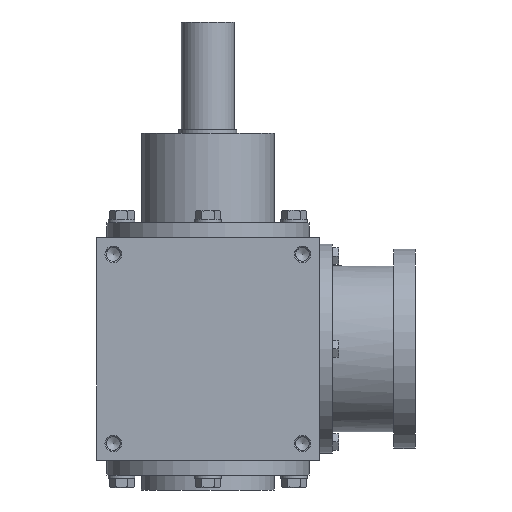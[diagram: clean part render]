
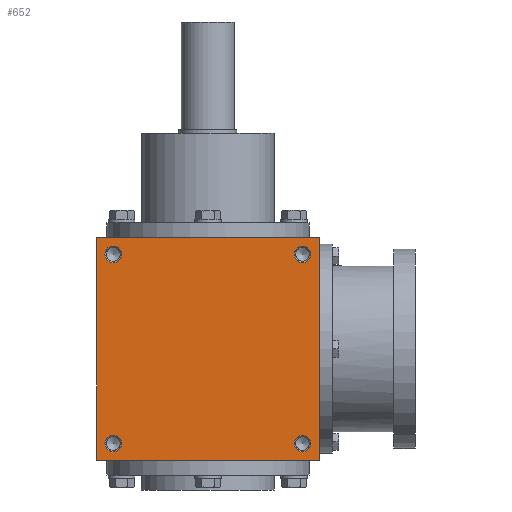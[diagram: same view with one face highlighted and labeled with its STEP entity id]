
A CAD part, front view. The second image highlights one B-rep face of the part: STEP entity #652.
In plain terms, the highlighted planar face has unit normal (0, -1, 0).
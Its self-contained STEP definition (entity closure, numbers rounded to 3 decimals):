
#652 = ADVANCED_FACE( '', ( #1338, #1339, #1340, #1341, #1342 ), #1343, .F. );
#1338 = FACE_BOUND( '', #2047, .T. );
#1339 = FACE_BOUND( '', #2048, .T. );
#1340 = FACE_BOUND( '', #2049, .T. );
#1341 = FACE_BOUND( '', #2050, .T. );
#1342 = FACE_OUTER_BOUND( '', #2051, .T. );
#1343 = PLANE( '', #2052 );
#2047 = EDGE_LOOP( '', ( #3226 ) );
#2048 = EDGE_LOOP( '', ( #3227 ) );
#2049 = EDGE_LOOP( '', ( #3228 ) );
#2050 = EDGE_LOOP( '', ( #3229 ) );
#2051 = EDGE_LOOP( '', ( #3230, #3231, #3232, #3233 ) );
#2052 = AXIS2_PLACEMENT_3D( '', #3234, #3235, #3236 );
#3226 = ORIENTED_EDGE( '', *, *, #4025, .T. );
#3227 = ORIENTED_EDGE( '', *, *, #3636, .T. );
#3228 = ORIENTED_EDGE( '', *, *, #3923, .F. );
#3229 = ORIENTED_EDGE( '', *, *, #4032, .F. );
#3230 = ORIENTED_EDGE( '', *, *, #3876, .T. );
#3231 = ORIENTED_EDGE( '', *, *, #3785, .F. );
#3232 = ORIENTED_EDGE( '', *, *, #3700, .F. );
#3233 = ORIENTED_EDGE( '', *, *, #3985, .T. );
#3234 = CARTESIAN_POINT( '', ( -67., -67., 67. ) );
#3235 = DIRECTION( '', ( 0., 1., 0. ) );
#3236 = DIRECTION( '', ( 0., 0., 1. ) );
#3636 = EDGE_CURVE( '', #4179, #4179, #4180, .T. );
#3700 = EDGE_CURVE( '', #4278, #4280, #4281, .T. );
#3785 = EDGE_CURVE( '', #4280, #4414, #4418, .T. );
#3876 = EDGE_CURVE( '', #4546, #4414, #4549, .T. );
#3923 = EDGE_CURVE( '', #4609, #4609, #4610, .T. );
#3985 = EDGE_CURVE( '', #4278, #4546, #4696, .T. );
#4025 = EDGE_CURVE( '', #4743, #4743, #4744, .T. );
#4032 = EDGE_CURVE( '', #4751, #4751, #4752, .T. );
#4179 = VERTEX_POINT( '', #4943 );
#4180 = CIRCLE( '', #4944, 5. );
#4278 = VERTEX_POINT( '', #5082 );
#4280 = VERTEX_POINT( '', #5085 );
#4281 = LINE( '', #5086, #5087 );
#4414 = VERTEX_POINT( '', #5234 );
#4418 = LINE( '', #5240, #5241 );
#4546 = VERTEX_POINT( '', #5398 );
#4549 = LINE( '', #5403, #5404 );
#4609 = VERTEX_POINT( '', #5492 );
#4610 = CIRCLE( '', #5493, 5. );
#4696 = LINE( '', #5610, #5611 );
#4743 = VERTEX_POINT( '', #5667 );
#4744 = CIRCLE( '', #5668, 5. );
#4751 = VERTEX_POINT( '', #5675 );
#4752 = CIRCLE( '', #5676, 5. );
#4943 = CARTESIAN_POINT( '', ( -57., -67., 62. ) );
#4944 = AXIS2_PLACEMENT_3D( '', #5898, #5899, #5900 );
#5082 = CARTESIAN_POINT( '', ( -67., -67., 67. ) );
#5085 = CARTESIAN_POINT( '', ( 67., -67., 67. ) );
#5086 = CARTESIAN_POINT( '', ( -67., -67., 67. ) );
#5087 = VECTOR( '', #6001, 1000. );
#5234 = CARTESIAN_POINT( '', ( 67., -67., -67. ) );
#5240 = CARTESIAN_POINT( '', ( 67., -67., 67. ) );
#5241 = VECTOR( '', #6174, 1000. );
#5398 = CARTESIAN_POINT( '', ( -67., -67., -67. ) );
#5403 = CARTESIAN_POINT( '', ( -67., -67., -67. ) );
#5404 = VECTOR( '', #6312, 1000. );
#5492 = CARTESIAN_POINT( '', ( 57., -67., -62. ) );
#5493 = AXIS2_PLACEMENT_3D( '', #6376, #6377, #6378 );
#5610 = CARTESIAN_POINT( '', ( -67., -67., 67. ) );
#5611 = VECTOR( '', #6459, 1000. );
#5667 = CARTESIAN_POINT( '', ( -57., -67., -52. ) );
#5668 = AXIS2_PLACEMENT_3D( '', #6503, #6504, #6505 );
#5675 = CARTESIAN_POINT( '', ( 57., -67., 52. ) );
#5676 = AXIS2_PLACEMENT_3D( '', #6512, #6513, #6514 );
#5898 = CARTESIAN_POINT( '', ( -57., -67., 57. ) );
#5899 = DIRECTION( '', ( 0., 1., 0. ) );
#5900 = DIRECTION( '', ( 0., 0., 1. ) );
#6001 = DIRECTION( '', ( 1., 0., 0. ) );
#6174 = DIRECTION( '', ( 0., 0., -1. ) );
#6312 = DIRECTION( '', ( 1., 0., 0. ) );
#6376 = CARTESIAN_POINT( '', ( 57., -67., -57. ) );
#6377 = DIRECTION( '', ( 0., -1., 0. ) );
#6378 = DIRECTION( '', ( 0., 0., -1. ) );
#6459 = DIRECTION( '', ( 0., 0., -1. ) );
#6503 = CARTESIAN_POINT( '', ( -57., -67., -57. ) );
#6504 = DIRECTION( '', ( 0., 1., 0. ) );
#6505 = DIRECTION( '', ( 0., 0., 1. ) );
#6512 = CARTESIAN_POINT( '', ( 57., -67., 57. ) );
#6513 = DIRECTION( '', ( 0., -1., 0. ) );
#6514 = DIRECTION( '', ( 0., 0., -1. ) );
